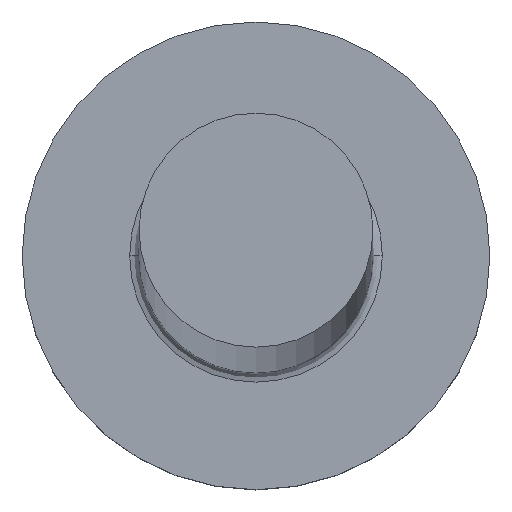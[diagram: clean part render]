
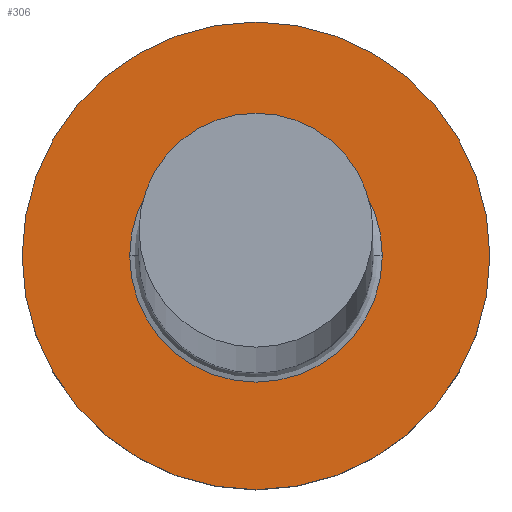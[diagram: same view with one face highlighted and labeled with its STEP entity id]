
A CAD part, top view. The second image highlights one B-rep face of the part: STEP entity #306.
In plain terms, the highlighted planar face has unit normal (0, 0, 1).
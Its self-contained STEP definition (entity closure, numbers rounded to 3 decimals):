
#5 = CARTESIAN_POINT ( 'NONE',  ( -2.7, 0., 3. ) ) ;
#9 = CARTESIAN_POINT ( 'NONE',  ( 0., 0., 3. ) ) ;
#32 = DIRECTION ( 'NONE',  ( 1., 0., 0. ) ) ;
#36 = DIRECTION ( 'NONE',  ( 0., 0., 1. ) ) ;
#40 = DIRECTION ( 'NONE',  ( 0., 0., -1. ) ) ;
#46 = DIRECTION ( 'NONE',  ( 0., 0., -1. ) ) ;
#48 = CIRCLE ( 'NONE', #170, 2.7 ) ;
#57 = EDGE_CURVE ( 'NONE', #82, #164, #138, .T. ) ;
#58 = FACE_OUTER_BOUND ( 'NONE', #192, .T. ) ;
#62 = ORIENTED_EDGE ( 'NONE', *, *, #194, .T. ) ;
#82 = VERTEX_POINT ( 'NONE', #133 ) ;
#86 = DIRECTION ( 'NONE',  ( 1., 0., 0. ) ) ;
#91 = DIRECTION ( 'NONE',  ( 1., 0., 0. ) ) ;
#92 = VERTEX_POINT ( 'NONE', #5 ) ;
#107 = AXIS2_PLACEMENT_3D ( 'NONE', #9, #197, #32 ) ;
#108 = CIRCLE ( 'NONE', #307, 5. ) ;
#117 = EDGE_CURVE ( 'NONE', #179, #92, #48, .T. ) ;
#122 = CARTESIAN_POINT ( 'NONE',  ( 2.7, 0., 3. ) ) ;
#124 = DIRECTION ( 'NONE',  ( 1., 0., 0. ) ) ;
#130 = CARTESIAN_POINT ( 'NONE',  ( 0., 0., 3. ) ) ;
#133 = CARTESIAN_POINT ( 'NONE',  ( 5., 0., 3. ) ) ;
#137 = ORIENTED_EDGE ( 'NONE', *, *, #57, .T. ) ;
#138 = CIRCLE ( 'NONE', #107, 5. ) ;
#148 = PLANE ( 'NONE',  #165 ) ;
#155 = CARTESIAN_POINT ( 'NONE',  ( -5., 0., 3. ) ) ;
#161 = ORIENTED_EDGE ( 'NONE', *, *, #210, .T. ) ;
#164 = VERTEX_POINT ( 'NONE', #155 ) ;
#165 = AXIS2_PLACEMENT_3D ( 'NONE', #252, #36, #124 ) ;
#170 = AXIS2_PLACEMENT_3D ( 'NONE', #216, #46, #91 ) ;
#171 = DIRECTION ( 'NONE',  ( 0., 0., 1. ) ) ;
#176 = EDGE_LOOP ( 'NONE', ( #229, #62 ) ) ;
#179 = VERTEX_POINT ( 'NONE', #122 ) ;
#180 = CARTESIAN_POINT ( 'NONE',  ( 0., 0., 3. ) ) ;
#192 = EDGE_LOOP ( 'NONE', ( #161, #137 ) ) ;
#194 = EDGE_CURVE ( 'NONE', #92, #179, #280, .T. ) ;
#197 = DIRECTION ( 'NONE',  ( 0., 0., 1. ) ) ;
#210 = EDGE_CURVE ( 'NONE', #164, #82, #108, .T. ) ;
#216 = CARTESIAN_POINT ( 'NONE',  ( 0., 0., 3. ) ) ;
#229 = ORIENTED_EDGE ( 'NONE', *, *, #117, .T. ) ;
#234 = AXIS2_PLACEMENT_3D ( 'NONE', #180, #40, #270 ) ;
#252 = CARTESIAN_POINT ( 'NONE',  ( 0., 0., 3. ) ) ;
#270 = DIRECTION ( 'NONE',  ( 1., 0., 0. ) ) ;
#272 = FACE_BOUND ( 'NONE', #176, .T. ) ;
#280 = CIRCLE ( 'NONE', #234, 2.7 ) ;
#306 = ADVANCED_FACE ( 'NONE', ( #272, #58 ), #148, .T. ) ;
#307 = AXIS2_PLACEMENT_3D ( 'NONE', #130, #171, #86 ) ;
